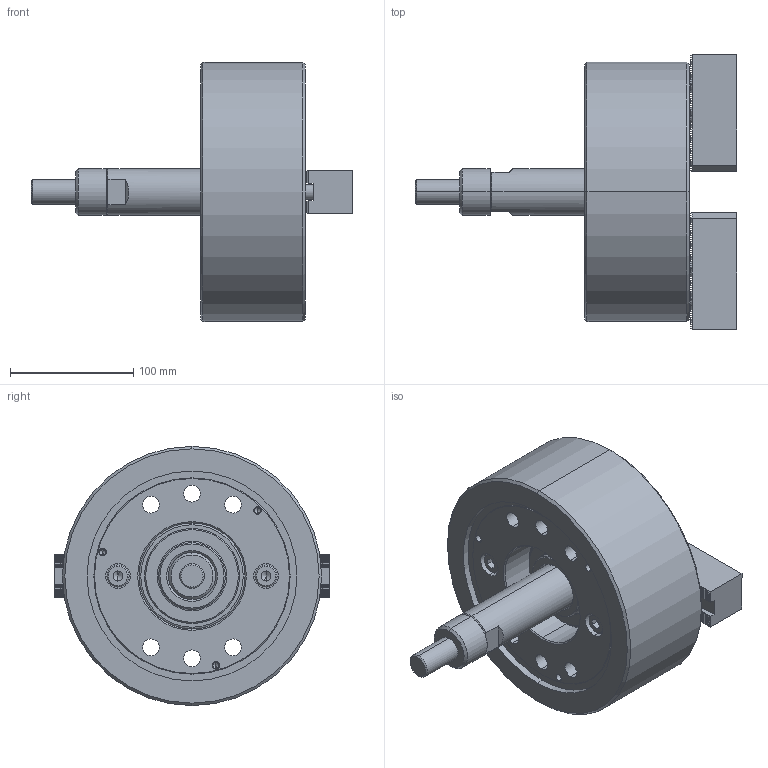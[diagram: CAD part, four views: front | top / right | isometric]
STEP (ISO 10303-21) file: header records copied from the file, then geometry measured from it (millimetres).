
FILE_DESCRIPTION (( 'STEP AP203' ), '1' );
FILE_NAME ('CF-2M-08.STEP', '2020-01-13T08:27:22', ( 'temp' ), ( '' ), 'SwSTEP 2.0', 'SolidWorks 2016', '' );
FILE_SCHEMA (( 'CONFIG_CONTROL_DESIGN' ));
Length unit declared in the file: metre
Products named in the file (11): CF-2M-08; CF-2M-08-04000; 圓頭內六角螺栓_M5x12; SJ-08; 圓頭內六角螺栓_M12x30; 圓頭內六角螺栓_M12x20x7(低頭); CF-3P-08-05000; CF-3P-08-07000; CF-2M-08-0100G; CF-3P-08-06000; CF-2M-08-02000
Assembly tree (18 placements, depth 2):
  CF-2M-08
    CF-2M-08-0100G
    CF-2M-08-02000
    CF-2M-08-04000
    圓頭內六角螺栓_M5x12  x4
    SJ-08  x2
    圓頭內六角螺栓_M12x30  x4
    圓頭內六角螺栓_M12x20x7(低頭)  x2
    CF-3P-08-05000
    CF-3P-08-07000
    CF-3P-08-06000
Bounding box: 260.2 x 222.45 x 210 mm (x, y, z)
Volume: 2890619 mm3; surface area: 316971.5 mm2
Topology: 18 solids, 18 shells, 1593 faces, 4396 edges, 2859 vertices
Faces by surface type: plane 1012, cylinder 433, cone 142, torus 6
Entity records: 29166 total; most frequent: CARTESIAN_POINT 5843, ORIENTED_EDGE 4796, DIRECTION 4345, EDGE_CURVE 2398, VECTOR 1621, LINE 1621, VERTEX_POINT 1572, AXIS2_PLACEMENT_3D 1362
